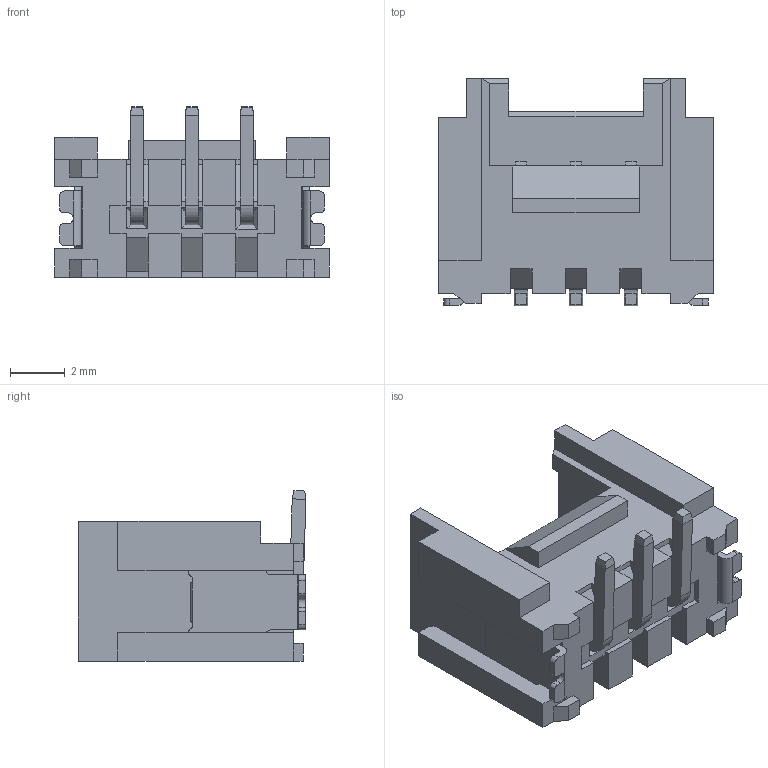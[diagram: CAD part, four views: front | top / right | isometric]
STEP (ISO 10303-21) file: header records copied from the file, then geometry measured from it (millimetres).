
FILE_DESCRIPTION (( 'STEP AP214' ), '1' );
FILE_NAME ('WF09-0N03T83N11.STEP', '2023-08-11T14:44:08', ( '' ), ( '' ), 'SwSTEP 2.0', 'SolidWorks 2023', '' );
FILE_SCHEMA (( 'AUTOMOTIVE_DESIGN' ));
Length unit declared in the file: millimetre
Products named in the file (1): WF09-0N03T83N11
Bounding box: 10 x 8.3 x 6.22 mm (x, y, z)
Volume: 169.7 mm3; surface area: 561.9 mm2
Topology: 1 solids, 1 shells, 277 faces, 785 edges, 508 vertices
Faces by surface type: plane 237, cylinder 40
Entity records: 11821 total; most frequent: CARTESIAN_POINT 1595, ORIENTED_EDGE 1570, DIRECTION 1417, EDGE_CURVE 785, LINE 693, VECTOR 693, VERTEX_POINT 508, AXIS2_PLACEMENT_3D 362
